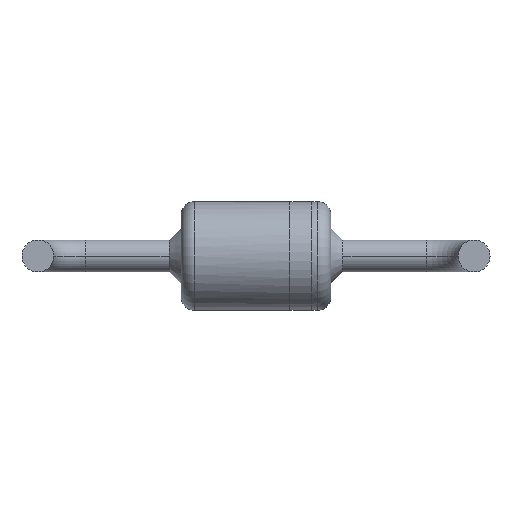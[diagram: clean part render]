
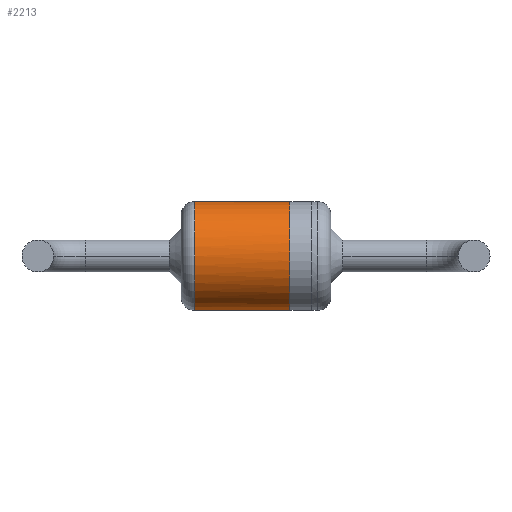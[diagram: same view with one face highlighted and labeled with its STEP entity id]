
A CAD part, front view. The second image highlights one B-rep face of the part: STEP entity #2213.
In plain terms, the highlighted cylindrical face has radius 0.95 mm (diameter 1.9 mm), a partial arc.
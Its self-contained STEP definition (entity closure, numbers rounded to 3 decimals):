
#147 = CARTESIAN_POINT ( 'NONE',  ( 4.403, 1., 0.249 ) ) ;
#148 = CARTESIAN_POINT ( 'NONE',  ( 2.737, 1.95, 0. ) ) ;
#211 = LINE ( 'NONE', #3049, #938 ) ;
#501 = CARTESIAN_POINT ( 'NONE',  ( 4.403, 1.701, 0.95 ) ) ;
#547 = EDGE_CURVE ( 'NONE', #573, #2259, #211, .T. ) ;
#573 = VERTEX_POINT ( 'NONE', #2126 ) ;
#720 = VECTOR ( 'NONE', #2422, 1000. ) ;
#726 = DIRECTION ( 'NONE',  ( -1., 0., 0. ) ) ;
#801 = ORIENTED_EDGE ( 'NONE', *, *, #547, .F. ) ;
#915 = EDGE_CURVE ( 'NONE', #573, #3387, #3151, .T. ) ;
#938 = VECTOR ( 'NONE', #1508, 1000. ) ;
#955 = DIRECTION ( 'NONE',  ( -1., 0., 0. ) ) ;
#1088 = CARTESIAN_POINT ( 'NONE',  ( 4.403, 1., -0.249 ) ) ;
#1137 = CARTESIAN_POINT ( 'NONE',  ( 4.403, 1.102, 0.496 ) ) ;
#1315 = VERTEX_POINT ( 'NONE', #1505 ) ;
#1326 = CARTESIAN_POINT ( 'NONE',  ( 2.29, 1.95, 0. ) ) ;
#1366 = EDGE_CURVE ( 'NONE', #2259, #1315, #2770, .T. ) ;
#1505 = CARTESIAN_POINT ( 'NONE',  ( 2.737, 1.95, 0.95 ) ) ;
#1508 = DIRECTION ( 'NONE',  ( -1., 0., 0. ) ) ;
#1760 = CARTESIAN_POINT ( 'NONE',  ( 4.403, 1.95, -0.95 ) ) ;
#1848 = AXIS2_PLACEMENT_3D ( 'NONE', #1326, #955, #1990 ) ;
#1988 = EDGE_LOOP ( 'NONE', ( #801, #3092, #3427, #3592 ) ) ;
#1990 = DIRECTION ( 'NONE',  ( 0., 0., 1. ) ) ;
#2126 = CARTESIAN_POINT ( 'NONE',  ( 4.403, 1.95, -0.95 ) ) ;
#2193 = FACE_OUTER_BOUND ( 'NONE', #1988, .T. ) ;
#2213 = ADVANCED_FACE ( 'NONE', ( #2193 ), #2544, .T. ) ;
#2259 = VERTEX_POINT ( 'NONE', #3292 ) ;
#2367 = CARTESIAN_POINT ( 'NONE',  ( 4.403, 1.454, -0.848 ) ) ;
#2422 = DIRECTION ( 'NONE',  ( -1., 0., 0. ) ) ;
#2426 = CARTESIAN_POINT ( 'NONE',  ( 4.403, 1.95, 0.95 ) ) ;
#2544 = CYLINDRICAL_SURFACE ( 'NONE', #1848, 0.95 ) ;
#2695 = CARTESIAN_POINT ( 'NONE',  ( 4.403, 1.701, -0.95 ) ) ;
#2770 = CIRCLE ( 'NONE', #4125, 0.95 ) ;
#3049 = CARTESIAN_POINT ( 'NONE',  ( 2.29, 1.95, -0.95 ) ) ;
#3067 = CARTESIAN_POINT ( 'NONE',  ( 4.403, 1.95, 0.95 ) ) ;
#3092 = ORIENTED_EDGE ( 'NONE', *, *, #915, .T. ) ;
#3094 = CARTESIAN_POINT ( 'NONE',  ( 2.29, 1.95, 0.95 ) ) ;
#3151 = B_SPLINE_CURVE_WITH_KNOTS ( 'NONE', 3,
 ( #1760, #2695, #2367, #4039, #1088, #147, #1137, #3725, #501, #3067 ),
 .UNSPECIFIED., .F., .F.,
 ( 4, 2, 2, 2, 4 ),
 ( 0.5, 0.625, 0.75, 0.875, 1. ),
 .UNSPECIFIED. ) ;
#3292 = CARTESIAN_POINT ( 'NONE',  ( 2.737, 1.95, -0.95 ) ) ;
#3387 = VERTEX_POINT ( 'NONE', #2426 ) ;
#3427 = ORIENTED_EDGE ( 'NONE', *, *, #4127, .T. ) ;
#3592 = ORIENTED_EDGE ( 'NONE', *, *, #1366, .F. ) ;
#3666 = LINE ( 'NONE', #3094, #720 ) ;
#3681 = DIRECTION ( 'NONE',  ( 0., 0., 1. ) ) ;
#3725 = CARTESIAN_POINT ( 'NONE',  ( 4.403, 1.454, 0.848 ) ) ;
#4039 = CARTESIAN_POINT ( 'NONE',  ( 4.403, 1.102, -0.496 ) ) ;
#4125 = AXIS2_PLACEMENT_3D ( 'NONE', #148, #726, #3681 ) ;
#4127 = EDGE_CURVE ( 'NONE', #3387, #1315, #3666, .T. ) ;
